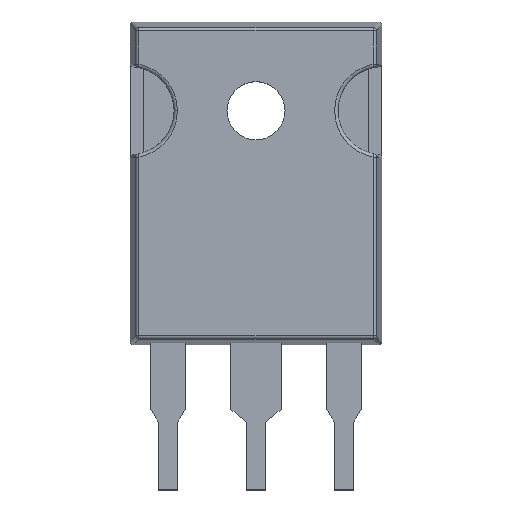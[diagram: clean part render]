
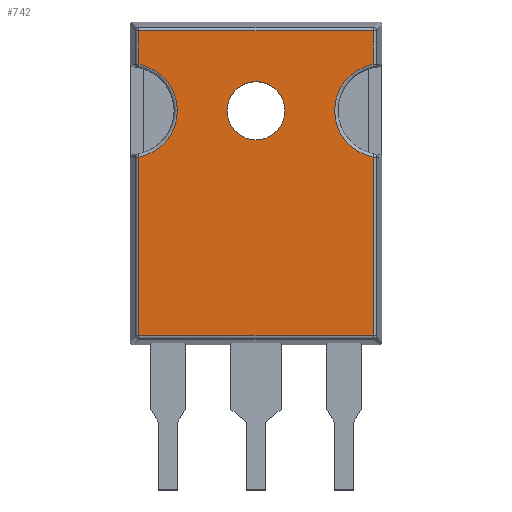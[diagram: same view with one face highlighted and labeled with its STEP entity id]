
A CAD part, top view. The second image highlights one B-rep face of the part: STEP entity #742.
In plain terms, the highlighted planar face has unit normal (0, 0, 1).
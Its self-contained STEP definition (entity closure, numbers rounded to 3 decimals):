
#119 = ORIENTED_EDGE ( 'NONE', *, *, #2946, .T. ) ;
#153 = EDGE_CURVE ( 'NONE', #2842, #3267, #4067, .T. ) ;
#199 = CIRCLE ( 'NONE', #878, 1.8 ) ;
#241 = EDGE_CURVE ( 'NONE', #786, #3125, #1916, .T. ) ;
#273 = CARTESIAN_POINT ( 'NONE',  ( 7.255, 21.372, 2.4 ) ) ;
#281 = ORIENTED_EDGE ( 'NONE', *, *, #3206, .T. ) ;
#291 = CARTESIAN_POINT ( 'NONE',  ( -7.255, 4.368, 2.4 ) ) ;
#319 = EDGE_CURVE ( 'NONE', #3964, #2554, #2039, .T. ) ;
#373 = VERTEX_POINT ( 'NONE', #1016 ) ;
#439 = AXIS2_PLACEMENT_3D ( 'NONE', #3950, #1080, #3692 ) ;
#465 = VECTOR ( 'NONE', #514, 1000. ) ;
#512 = DIRECTION ( 'NONE',  ( 1., 0., 0. ) ) ;
#514 = DIRECTION ( 'NONE',  ( 0., -1., 0. ) ) ;
#553 = CIRCLE ( 'NONE', #3637, 2.925 ) ;
#570 = ORIENTED_EDGE ( 'NONE', *, *, #977, .F. ) ;
#584 = LINE ( 'NONE', #2571, #4119 ) ;
#647 = ORIENTED_EDGE ( 'NONE', *, *, #3333, .T. ) ;
#728 = CARTESIAN_POINT ( 'NONE',  ( -7.255, 23.455, 2.4 ) ) ;
#742 = ADVANCED_FACE ( 'NONE', ( #2437, #2740 ), #2480, .T. ) ;
#752 = DIRECTION ( 'NONE',  ( 0., 1., 0. ) ) ;
#762 = CARTESIAN_POINT ( 'NONE',  ( 0., 18.497, 2.4 ) ) ;
#786 = VERTEX_POINT ( 'NONE', #273 ) ;
#788 = CARTESIAN_POINT ( 'NONE',  ( 0., 0., 2.4 ) ) ;
#829 = VECTOR ( 'NONE', #3595, 1000. ) ;
#830 = DIRECTION ( 'NONE',  ( 0., 0., 1. ) ) ;
#878 = AXIS2_PLACEMENT_3D ( 'NONE', #3131, #2757, #1154 ) ;
#977 = EDGE_CURVE ( 'NONE', #373, #1503, #1893, .T. ) ;
#1016 = CARTESIAN_POINT ( 'NONE',  ( 1.8, 18.497, 2.4 ) ) ;
#1022 = ORIENTED_EDGE ( 'NONE', *, *, #1162, .T. ) ;
#1059 = EDGE_CURVE ( 'NONE', #1503, #373, #199, .T. ) ;
#1065 = LINE ( 'NONE', #3679, #2620 ) ;
#1079 = VERTEX_POINT ( 'NONE', #2251 ) ;
#1080 = DIRECTION ( 'NONE',  ( 0., 0., -1. ) ) ;
#1154 = DIRECTION ( 'NONE',  ( 1., 0., 0. ) ) ;
#1162 = EDGE_CURVE ( 'NONE', #1079, #2842, #2928, .T. ) ;
#1239 = CARTESIAN_POINT ( 'NONE',  ( 7.255, 4.545, 2.4 ) ) ;
#1254 = CIRCLE ( 'NONE', #439, 2.925 ) ;
#1303 = CARTESIAN_POINT ( 'NONE',  ( -7.255, 4.545, 2.4 ) ) ;
#1366 = CARTESIAN_POINT ( 'NONE',  ( -7.255, 21.198, 2.4 ) ) ;
#1423 = CARTESIAN_POINT ( 'NONE',  ( -7.255, 15.624, 2.4 ) ) ;
#1503 = VERTEX_POINT ( 'NONE', #1739 ) ;
#1647 = EDGE_LOOP ( 'NONE', ( #570, #3085 ) ) ;
#1713 = DIRECTION ( 'NONE',  ( 1., 0., 0. ) ) ;
#1739 = CARTESIAN_POINT ( 'NONE',  ( -1.8, 18.497, 2.4 ) ) ;
#1839 = CARTESIAN_POINT ( 'NONE',  ( 7.255, 23.632, 2.4 ) ) ;
#1893 = CIRCLE ( 'NONE', #4196, 1.8 ) ;
#1916 = LINE ( 'NONE', #1839, #2406 ) ;
#1985 = LINE ( 'NONE', #1366, #829 ) ;
#2039 = LINE ( 'NONE', #2356, #4158 ) ;
#2108 = DIRECTION ( 'NONE',  ( 1., 0., 0. ) ) ;
#2139 = DIRECTION ( 'NONE',  ( 0., 1., 0. ) ) ;
#2251 = CARTESIAN_POINT ( 'NONE',  ( -4.875, 18.498, 2.4 ) ) ;
#2332 = AXIS2_PLACEMENT_3D ( 'NONE', #4206, #3862, #2861 ) ;
#2356 = CARTESIAN_POINT ( 'NONE',  ( 7.255, 15.798, 2.4 ) ) ;
#2406 = VECTOR ( 'NONE', #2139, 1000. ) ;
#2437 = FACE_OUTER_BOUND ( 'NONE', #2595, .T. ) ;
#2480 = PLANE ( 'NONE',  #3533 ) ;
#2548 = DIRECTION ( 'NONE',  ( 1., 0., 0. ) ) ;
#2554 = VERTEX_POINT ( 'NONE', #3195 ) ;
#2571 = CARTESIAN_POINT ( 'NONE',  ( 7.432, 4.545, 2.4 ) ) ;
#2595 = EDGE_LOOP ( 'NONE', ( #2607, #647, #119, #1022, #2947, #4174, #2976, #281, #2608 ) ) ;
#2607 = ORIENTED_EDGE ( 'NONE', *, *, #3285, .T. ) ;
#2608 = ORIENTED_EDGE ( 'NONE', *, *, #241, .T. ) ;
#2620 = VECTOR ( 'NONE', #2977, 1000. ) ;
#2740 = FACE_BOUND ( 'NONE', #1647, .T. ) ;
#2757 = DIRECTION ( 'NONE',  ( 0., 0., 1. ) ) ;
#2842 = VERTEX_POINT ( 'NONE', #1423 ) ;
#2850 = CARTESIAN_POINT ( 'NONE',  ( -7.255, 21.372, 2.4 ) ) ;
#2855 = CARTESIAN_POINT ( 'NONE',  ( 7.255, 23.455, 2.4 ) ) ;
#2861 = DIRECTION ( 'NONE',  ( 1., 0., 0. ) ) ;
#2928 = CIRCLE ( 'NONE', #2332, 2.925 ) ;
#2931 = DIRECTION ( 'NONE',  ( 0., 0., -1. ) ) ;
#2946 = EDGE_CURVE ( 'NONE', #4154, #1079, #1254, .T. ) ;
#2947 = ORIENTED_EDGE ( 'NONE', *, *, #153, .T. ) ;
#2976 = ORIENTED_EDGE ( 'NONE', *, *, #319, .T. ) ;
#2977 = DIRECTION ( 'NONE',  ( -1., 0., 0. ) ) ;
#3071 = EDGE_CURVE ( 'NONE', #3267, #3964, #584, .T. ) ;
#3085 = ORIENTED_EDGE ( 'NONE', *, *, #1059, .F. ) ;
#3125 = VERTEX_POINT ( 'NONE', #2855 ) ;
#3131 = CARTESIAN_POINT ( 'NONE',  ( 0., 18.497, 2.4 ) ) ;
#3195 = CARTESIAN_POINT ( 'NONE',  ( 7.255, 15.624, 2.4 ) ) ;
#3206 = EDGE_CURVE ( 'NONE', #2554, #786, #553, .T. ) ;
#3267 = VERTEX_POINT ( 'NONE', #1303 ) ;
#3285 = EDGE_CURVE ( 'NONE', #3125, #3853, #1065, .T. ) ;
#3333 = EDGE_CURVE ( 'NONE', #3853, #4154, #1985, .T. ) ;
#3450 = DIRECTION ( 'NONE',  ( 0., 0., 1. ) ) ;
#3533 = AXIS2_PLACEMENT_3D ( 'NONE', #788, #3450, #512 ) ;
#3595 = DIRECTION ( 'NONE',  ( 0., -1., 0. ) ) ;
#3618 = CARTESIAN_POINT ( 'NONE',  ( 7.8, 18.498, 2.4 ) ) ;
#3637 = AXIS2_PLACEMENT_3D ( 'NONE', #3618, #2931, #1713 ) ;
#3679 = CARTESIAN_POINT ( 'NONE',  ( -7.432, 23.455, 2.4 ) ) ;
#3692 = DIRECTION ( 'NONE',  ( 1., 0., 0. ) ) ;
#3853 = VERTEX_POINT ( 'NONE', #728 ) ;
#3862 = DIRECTION ( 'NONE',  ( 0., 0., -1. ) ) ;
#3950 = CARTESIAN_POINT ( 'NONE',  ( -7.8, 18.498, 2.4 ) ) ;
#3964 = VERTEX_POINT ( 'NONE', #1239 ) ;
#4067 = LINE ( 'NONE', #291, #465 ) ;
#4119 = VECTOR ( 'NONE', #2548, 1000. ) ;
#4154 = VERTEX_POINT ( 'NONE', #2850 ) ;
#4158 = VECTOR ( 'NONE', #752, 1000. ) ;
#4174 = ORIENTED_EDGE ( 'NONE', *, *, #3071, .T. ) ;
#4196 = AXIS2_PLACEMENT_3D ( 'NONE', #762, #830, #2108 ) ;
#4206 = CARTESIAN_POINT ( 'NONE',  ( -7.8, 18.498, 2.4 ) ) ;
